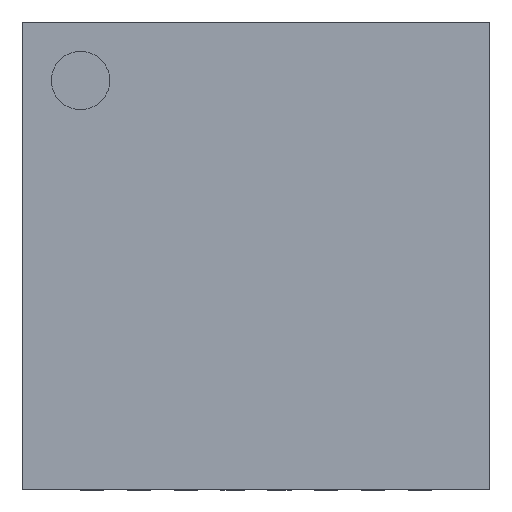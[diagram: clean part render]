
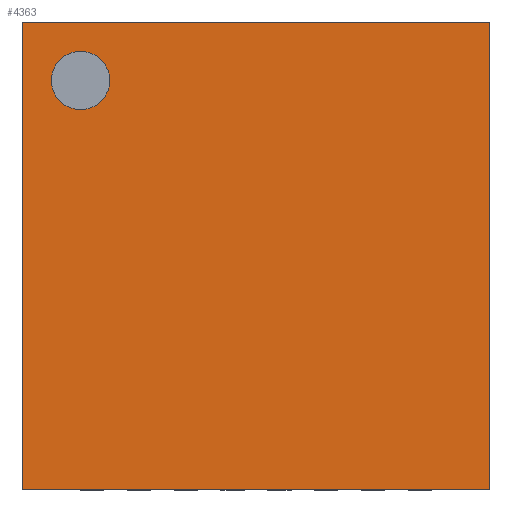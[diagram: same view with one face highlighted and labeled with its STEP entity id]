
A CAD part, top view. The second image highlights one B-rep face of the part: STEP entity #4363.
In plain terms, the highlighted planar face has unit normal (0, 0, 1).
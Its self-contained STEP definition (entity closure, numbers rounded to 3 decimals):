
#17=FACE_BOUND($,#972,.T.);
#314=PLANE($,#6208);
#642=FACE_OUTER_BOUND($,#971,.T.);
#971=EDGE_LOOP($,(#3966,#3967,#3968,#3969));
#972=EDGE_LOOP($,(#3970));
#1038=CIRCLE($,#6009,0.25);
#1360=VERTEX_POINT($,#8631);
#1618=VERTEX_POINT($,#9376);
#1619=VERTEX_POINT($,#9378);
#1621=VERTEX_POINT($,#9393);
#1624=VERTEX_POINT($,#9408);
#2010=EDGE_CURVE($,#1360,#1360,#1038,.T.);
#2368=EDGE_CURVE($,#1619,#1618,#5055,.T.);
#2380=EDGE_CURVE($,#1621,#1619,#5067,.T.);
#2392=EDGE_CURVE($,#1618,#1624,#5079,.T.);
#2402=EDGE_CURVE($,#1624,#1621,#5089,.T.);
#3966=ORIENTED_EDGE($,*,*,#2402,.T.);
#3967=ORIENTED_EDGE($,*,*,#2380,.T.);
#3968=ORIENTED_EDGE($,*,*,#2368,.T.);
#3969=ORIENTED_EDGE($,*,*,#2392,.T.);
#3970=ORIENTED_EDGE($,*,*,#2010,.T.);
#4363=ADVANCED_FACE($,(#642,#17),#314,.T.);
#5055=LINE($,#9379,#5711);
#5067=LINE($,#9394,#5723);
#5079=LINE($,#9410,#5735);
#5089=LINE($,#9421,#5745);
#5711=VECTOR($,#7734,4.);
#5723=VECTOR($,#7748,4.);
#5735=VECTOR($,#7762,4.);
#5745=VECTOR($,#7774,4.);
#6009=AXIS2_PLACEMENT_3D($,#8632,#7051,#7052);
#6208=AXIS2_PLACEMENT_3D($,#9427,#7781,#7782);
#7051=DIRECTION('center_axis',(0.,0.,-1.));
#7052=DIRECTION('ref_axis',(-1.,0.,0.));
#7734=DIRECTION($,(1.,0.,0.));
#7748=DIRECTION($,(0.,-1.,0.));
#7762=DIRECTION($,(0.,1.,0.));
#7774=DIRECTION($,(-1.,0.,0.));
#7781=DIRECTION('center_axis',(0.,0.,1.));
#7782=DIRECTION('ref_axis',(1.,0.,0.));
#8631=CARTESIAN_POINT('',(-1.25,1.5,1.));
#8632=CARTESIAN_POINT('Origin',(-1.5,1.5,1.));
#9376=CARTESIAN_POINT('',(2.,-2.,1.));
#9378=CARTESIAN_POINT('',(-2.,-2.,1.));
#9379=CARTESIAN_POINT($,(2.,-2.,1.));
#9393=CARTESIAN_POINT('',(-2.,2.,1.));
#9394=CARTESIAN_POINT($,(-2.,-2.,1.));
#9408=CARTESIAN_POINT('',(2.,2.,1.));
#9410=CARTESIAN_POINT($,(2.,2.,1.));
#9421=CARTESIAN_POINT($,(-2.,2.,1.));
#9427=CARTESIAN_POINT('Origin',(0.,0.,1.));
